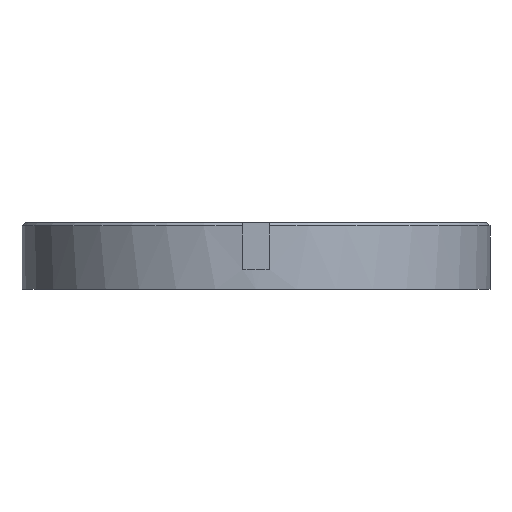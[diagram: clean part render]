
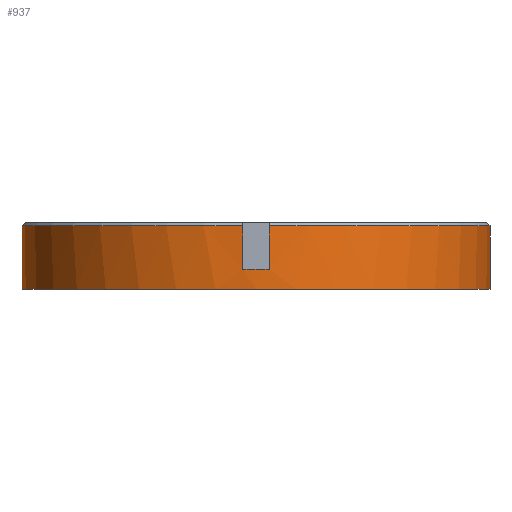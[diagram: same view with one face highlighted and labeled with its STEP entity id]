
A CAD part, front view. The second image highlights one B-rep face of the part: STEP entity #937.
In plain terms, the highlighted cylindrical face has radius 35 mm (diameter 70 mm), a partial arc.
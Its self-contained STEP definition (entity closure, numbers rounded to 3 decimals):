
#16 = LINE ( 'NONE', #909, #792 ) ;
#37 = DIRECTION ( 'NONE',  ( 0., 0., 1. ) ) ;
#44 = AXIS2_PLACEMENT_3D ( 'NONE', #899, #327, #1213 ) ;
#58 = LINE ( 'NONE', #1104, #322 ) ;
#91 = CARTESIAN_POINT ( 'NONE',  ( 0., 0., 9.5 ) ) ;
#102 = CARTESIAN_POINT ( 'NONE',  ( 35., 0., 0. ) ) ;
#136 = DIRECTION ( 'NONE',  ( 1., 0., 0. ) ) ;
#161 = AXIS2_PLACEMENT_3D ( 'NONE', #441, #1116, #636 ) ;
#179 = EDGE_CURVE ( 'NONE', #771, #1231, #750, .T. ) ;
#197 = ORIENTED_EDGE ( 'NONE', *, *, #868, .F. ) ;
#253 = CARTESIAN_POINT ( 'NONE',  ( 35., 0., 9.5 ) ) ;
#284 = CIRCLE ( 'NONE', #310, 35. ) ;
#290 = EDGE_CURVE ( 'NONE', #967, #673, #16, .T. ) ;
#310 = AXIS2_PLACEMENT_3D ( 'NONE', #91, #677, #588 ) ;
#322 = VECTOR ( 'NONE', #1217, 1000. ) ;
#325 = AXIS2_PLACEMENT_3D ( 'NONE', #624, #37, #136 ) ;
#327 = DIRECTION ( 'NONE',  ( 0., 0., -1. ) ) ;
#330 = ORIENTED_EDGE ( 'NONE', *, *, #791, .F. ) ;
#331 = DIRECTION ( 'NONE',  ( 0., 0., 1. ) ) ;
#338 = EDGE_CURVE ( 'NONE', #673, #483, #284, .T. ) ;
#344 = ORIENTED_EDGE ( 'NONE', *, *, #338, .T. ) ;
#351 = CARTESIAN_POINT ( 'NONE',  ( 35., 0., 10. ) ) ;
#368 = EDGE_LOOP ( 'NONE', ( #330, #1146, #897, #197, #685, #344, #860, #1265 ) ) ;
#416 = CARTESIAN_POINT ( 'NONE',  ( -2., -34.943, 9.5 ) ) ;
#441 = CARTESIAN_POINT ( 'NONE',  ( 0., 0., 10. ) ) ;
#483 = VERTEX_POINT ( 'NONE', #1155 ) ;
#507 = LINE ( 'NONE', #351, #1205 ) ;
#588 = DIRECTION ( 'NONE',  ( 1., 0., 0. ) ) ;
#594 = VERTEX_POINT ( 'NONE', #102 ) ;
#624 = CARTESIAN_POINT ( 'NONE',  ( 0., 0., 3. ) ) ;
#636 = DIRECTION ( 'NONE',  ( -1., 0., 0. ) ) ;
#643 = DIRECTION ( 'NONE',  ( 0., 0., -1. ) ) ;
#644 = CARTESIAN_POINT ( 'NONE',  ( -2., -34.943, 3. ) ) ;
#663 = LINE ( 'NONE', #1228, #994 ) ;
#671 = FACE_OUTER_BOUND ( 'NONE', #368, .T. ) ;
#673 = VERTEX_POINT ( 'NONE', #416 ) ;
#677 = DIRECTION ( 'NONE',  ( 0., 0., -1. ) ) ;
#685 = ORIENTED_EDGE ( 'NONE', *, *, #290, .T. ) ;
#720 = DIRECTION ( 'NONE',  ( 0., 0., 1. ) ) ;
#731 = VERTEX_POINT ( 'NONE', #814 ) ;
#750 = CIRCLE ( 'NONE', #44, 35. ) ;
#770 = VERTEX_POINT ( 'NONE', #1226 ) ;
#771 = VERTEX_POINT ( 'NONE', #253 ) ;
#791 = EDGE_CURVE ( 'NONE', #771, #594, #507, .T. ) ;
#792 = VECTOR ( 'NONE', #331, 1000. ) ;
#814 = CARTESIAN_POINT ( 'NONE',  ( -35., 0., 0. ) ) ;
#832 = EDGE_CURVE ( 'NONE', #731, #594, #972, .T. ) ;
#833 = DIRECTION ( 'NONE',  ( 0., 0., -1. ) ) ;
#860 = ORIENTED_EDGE ( 'NONE', *, *, #1201, .T. ) ;
#868 = EDGE_CURVE ( 'NONE', #967, #770, #953, .T. ) ;
#897 = ORIENTED_EDGE ( 'NONE', *, *, #958, .T. ) ;
#899 = CARTESIAN_POINT ( 'NONE',  ( 0., 0., 9.5 ) ) ;
#909 = CARTESIAN_POINT ( 'NONE',  ( -2., -34.943, 10. ) ) ;
#933 = CARTESIAN_POINT ( 'NONE',  ( 2., -34.943, 9.5 ) ) ;
#937 = ADVANCED_FACE ( 'NONE', ( #671 ), #1188, .T. ) ;
#953 = CIRCLE ( 'NONE', #325, 35. ) ;
#958 = EDGE_CURVE ( 'NONE', #1231, #770, #58, .T. ) ;
#967 = VERTEX_POINT ( 'NONE', #644 ) ;
#972 = CIRCLE ( 'NONE', #1198, 35. ) ;
#994 = VECTOR ( 'NONE', #643, 1000. ) ;
#1094 = DIRECTION ( 'NONE',  ( 1., 0., 0. ) ) ;
#1103 = CARTESIAN_POINT ( 'NONE',  ( 0., 0., 0. ) ) ;
#1104 = CARTESIAN_POINT ( 'NONE',  ( 2., -34.943, 10. ) ) ;
#1116 = DIRECTION ( 'NONE',  ( 0., 0., -1. ) ) ;
#1146 = ORIENTED_EDGE ( 'NONE', *, *, #179, .T. ) ;
#1155 = CARTESIAN_POINT ( 'NONE',  ( -35., 0., 9.5 ) ) ;
#1188 = CYLINDRICAL_SURFACE ( 'NONE', #161, 35. ) ;
#1198 = AXIS2_PLACEMENT_3D ( 'NONE', #1103, #720, #1094 ) ;
#1201 = EDGE_CURVE ( 'NONE', #483, #731, #663, .T. ) ;
#1205 = VECTOR ( 'NONE', #833, 1000. ) ;
#1213 = DIRECTION ( 'NONE',  ( 1., 0., 0. ) ) ;
#1217 = DIRECTION ( 'NONE',  ( 0., 0., -1. ) ) ;
#1226 = CARTESIAN_POINT ( 'NONE',  ( 2., -34.943, 3. ) ) ;
#1228 = CARTESIAN_POINT ( 'NONE',  ( -35., 0., 10. ) ) ;
#1231 = VERTEX_POINT ( 'NONE', #933 ) ;
#1265 = ORIENTED_EDGE ( 'NONE', *, *, #832, .T. ) ;
